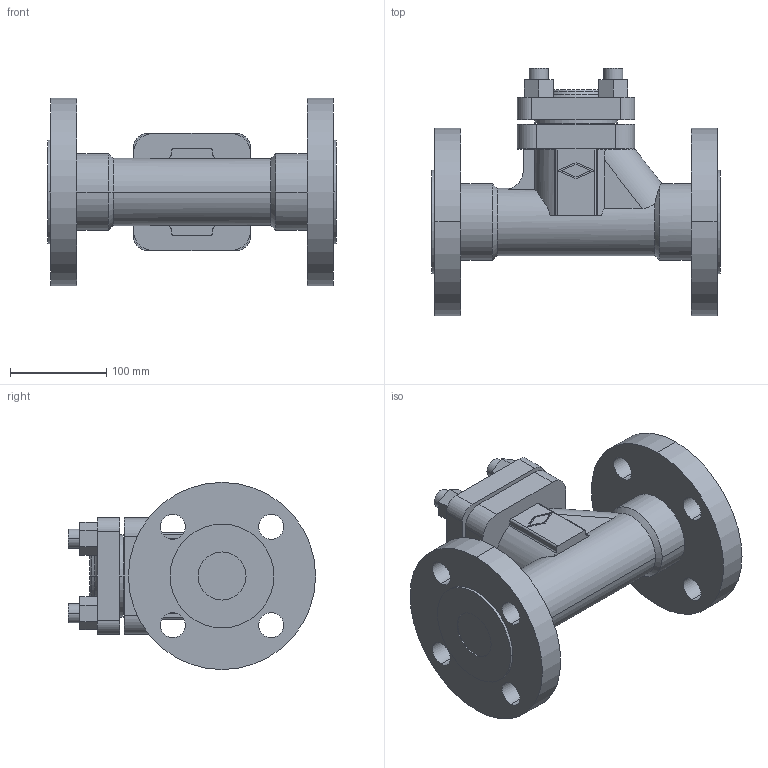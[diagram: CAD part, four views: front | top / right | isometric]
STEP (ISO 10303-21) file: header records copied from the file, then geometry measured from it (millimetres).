
FILE_DESCRIPTION(('Creo Elements/Direct Modeling STEP Export'),'2;1');
FILE_NAME('c000004976.stp','2012-07-04T 8:26:17',(''),(''),'Creo Elements/Direct Modeling STEP processor for AP203 (Solid Model)','Creo Elements/Direct Modeling 17.0D 15-Jul-2011 (C) Parametric Technology GmbH','');
FILE_SCHEMA(('CONFIG_CONTROL_DESIGN'));
Length unit declared in the file: millimetre
Products named in the file (1): 1
Bounding box: 300 x 257.5 x 195 mm (x, y, z)
Volume: 3812842.4 mm3; surface area: 299010.4 mm2
Topology: 1 solids, 1 shells, 154 faces, 389 edges, 257 vertices
Faces by surface type: plane 77, cylinder 68, cone 5, torus 4
Entity records: 5451 total; most frequent: CARTESIAN_POINT 1659, ORIENTED_EDGE 778, DIRECTION 745, EDGE_CURVE 389, AXIS2_PLACEMENT_3D 260, VERTEX_POINT 257, VECTOR 225, LINE 225
